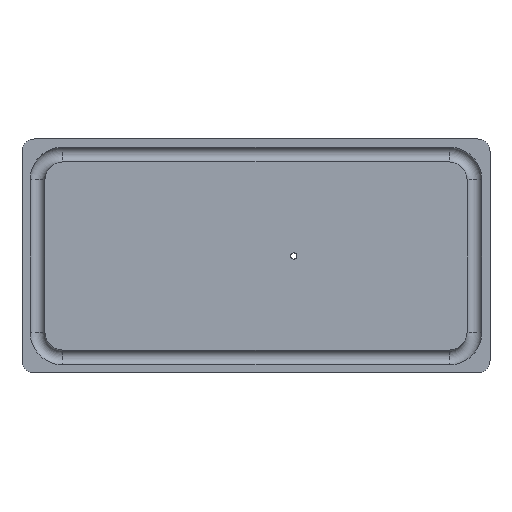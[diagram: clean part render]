
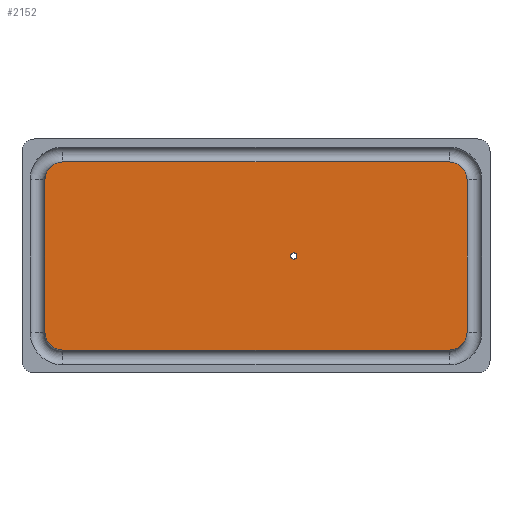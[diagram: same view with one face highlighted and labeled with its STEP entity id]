
A CAD part, front view. The second image highlights one B-rep face of the part: STEP entity #2152.
In plain terms, the highlighted planar face has unit normal (0, -1, 0).
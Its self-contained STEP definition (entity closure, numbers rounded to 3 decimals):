
#95=FACE_BOUND('',#391,.T.);
#144=PLANE('',#2370);
#261=FACE_OUTER_BOUND('',#390,.T.);
#390=EDGE_LOOP('',(#1956,#1957,#1958,#1959,#1960,#1961,#1962,#1963));
#391=EDGE_LOOP('',(#1964));
#562=LINE('',#4119,#737);
#564=LINE('',#4131,#739);
#566=LINE('',#4143,#741);
#568=LINE('',#4153,#743);
#737=VECTOR('',#2903,10.);
#739=VECTOR('',#2917,10.);
#741=VECTOR('',#2931,10.);
#743=VECTOR('',#2945,10.);
#816=CIRCLE('',#2309,1.);
#832=CIRCLE('',#2349,5.634);
#836=CIRCLE('',#2355,5.634);
#840=CIRCLE('',#2361,5.634);
#844=CIRCLE('',#2367,5.634);
#1023=VERTEX_POINT('',#4007);
#1033=VERTEX_POINT('',#4110);
#1034=VERTEX_POINT('',#4112);
#1036=VERTEX_POINT('',#4118);
#1038=VERTEX_POINT('',#4124);
#1040=VERTEX_POINT('',#4130);
#1042=VERTEX_POINT('',#4136);
#1044=VERTEX_POINT('',#4142);
#1046=VERTEX_POINT('',#4148);
#1304=EDGE_CURVE('',#1023,#1023,#816,.T.);
#1337=EDGE_CURVE('',#1034,#1033,#832,.T.);
#1340=EDGE_CURVE('',#1036,#1034,#562,.T.);
#1343=EDGE_CURVE('',#1038,#1036,#836,.T.);
#1346=EDGE_CURVE('',#1040,#1038,#564,.T.);
#1349=EDGE_CURVE('',#1042,#1040,#840,.T.);
#1352=EDGE_CURVE('',#1044,#1042,#566,.T.);
#1355=EDGE_CURVE('',#1046,#1044,#844,.T.);
#1358=EDGE_CURVE('',#1033,#1046,#568,.T.);
#1956=ORIENTED_EDGE('',*,*,#1349,.T.);
#1957=ORIENTED_EDGE('',*,*,#1346,.T.);
#1958=ORIENTED_EDGE('',*,*,#1343,.T.);
#1959=ORIENTED_EDGE('',*,*,#1340,.T.);
#1960=ORIENTED_EDGE('',*,*,#1337,.T.);
#1961=ORIENTED_EDGE('',*,*,#1358,.T.);
#1962=ORIENTED_EDGE('',*,*,#1355,.T.);
#1963=ORIENTED_EDGE('',*,*,#1352,.T.);
#1964=ORIENTED_EDGE('',*,*,#1304,.T.);
#2152=ADVANCED_FACE('',(#261,#95),#144,.F.);
#2309=AXIS2_PLACEMENT_3D('',#4009,#2799,#2800);
#2349=AXIS2_PLACEMENT_3D('',#4113,#2896,#2897);
#2355=AXIS2_PLACEMENT_3D('',#4125,#2910,#2911);
#2361=AXIS2_PLACEMENT_3D('',#4137,#2924,#2925);
#2367=AXIS2_PLACEMENT_3D('',#4149,#2938,#2939);
#2370=AXIS2_PLACEMENT_3D('',#4154,#2946,#2947);
#2799=DIRECTION('center_axis',(0.,1.,0.));
#2800=DIRECTION('ref_axis',(-1.,0.,0.));
#2896=DIRECTION('center_axis',(0.,-1.,0.));
#2897=DIRECTION('ref_axis',(0.,0.,-1.));
#2903=DIRECTION('',(0.,0.,-1.));
#2910=DIRECTION('center_axis',(0.,-1.,0.));
#2911=DIRECTION('ref_axis',(0.,0.,-1.));
#2917=DIRECTION('',(-1.,0.,0.));
#2924=DIRECTION('center_axis',(0.,-1.,0.));
#2925=DIRECTION('ref_axis',(0.,0.,-1.));
#2931=DIRECTION('',(0.,0.,1.));
#2938=DIRECTION('center_axis',(0.,-1.,0.));
#2939=DIRECTION('ref_axis',(0.,0.,-1.));
#2945=DIRECTION('',(1.,0.,0.));
#2946=DIRECTION('center_axis',(0.,1.,0.));
#2947=DIRECTION('ref_axis',(1.,0.,0.));
#4007=CARTESIAN_POINT('',(13.1,0.,0.));
#4009=CARTESIAN_POINT('Origin',(12.1,0.,0.));
#4110=CARTESIAN_POINT('',(-62.,0.,-30.134));
#4112=CARTESIAN_POINT('',(-67.634,0.,-24.5));
#4113=CARTESIAN_POINT('Origin',(-62.,0.,-24.5));
#4118=CARTESIAN_POINT('',(-67.634,0.,24.5));
#4119=CARTESIAN_POINT('',(-67.634,0.,24.5));
#4124=CARTESIAN_POINT('',(-62.,0.,30.134));
#4125=CARTESIAN_POINT('Origin',(-62.,0.,24.5));
#4130=CARTESIAN_POINT('',(62.,0.,30.134));
#4131=CARTESIAN_POINT('',(-22.373,0.,30.134));
#4136=CARTESIAN_POINT('',(67.634,0.,24.5));
#4137=CARTESIAN_POINT('Origin',(62.,0.,24.5));
#4142=CARTESIAN_POINT('',(67.634,0.,-24.5));
#4143=CARTESIAN_POINT('',(67.634,0.,-24.5));
#4148=CARTESIAN_POINT('',(62.,0.,-30.134));
#4149=CARTESIAN_POINT('Origin',(62.,0.,-24.5));
#4153=CARTESIAN_POINT('',(-62.,0.,-30.134));
#4154=CARTESIAN_POINT('Origin',(0.,0.,0.));
